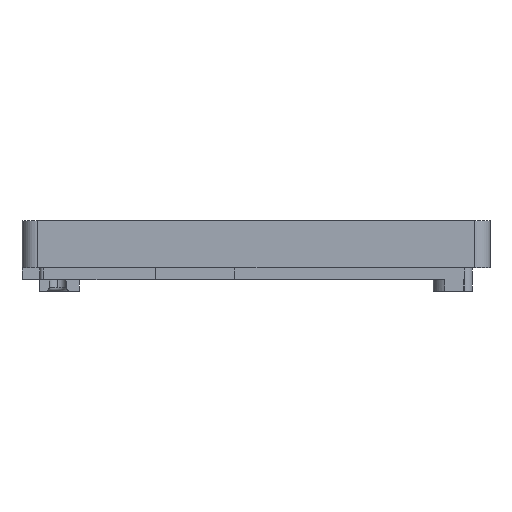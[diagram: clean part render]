
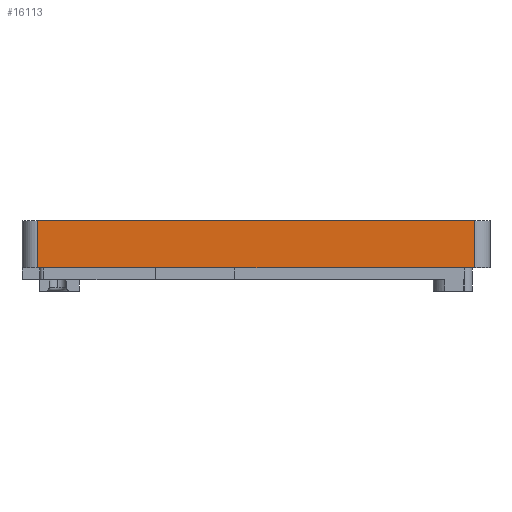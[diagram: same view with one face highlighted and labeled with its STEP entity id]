
A CAD part, left-side view. The second image highlights one B-rep face of the part: STEP entity #16113.
In plain terms, the highlighted planar face has unit normal (-1, 0, 0).
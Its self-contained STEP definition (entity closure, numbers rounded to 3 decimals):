
#516 = VECTOR ( 'NONE', #8524, 1000. ) ;
#567 = VERTEX_POINT ( 'NONE', #19122 ) ;
#619 = VERTEX_POINT ( 'NONE', #17680 ) ;
#1623 = EDGE_CURVE ( 'NONE', #567, #18198, #19151, .T. ) ;
#1960 = LINE ( 'NONE', #3510, #9593 ) ;
#3041 = ORIENTED_EDGE ( 'NONE', *, *, #1623, .F. ) ;
#3510 = CARTESIAN_POINT ( 'NONE',  ( -29.35, 27.75, 7.5 ) ) ;
#3525 = CARTESIAN_POINT ( 'NONE',  ( -29.35, -27.75, 7.5 ) ) ;
#4206 = ORIENTED_EDGE ( 'NONE', *, *, #10109, .T. ) ;
#4400 = EDGE_CURVE ( 'NONE', #619, #567, #16781, .T. ) ;
#4615 = FACE_OUTER_BOUND ( 'NONE', #13801, .T. ) ;
#5540 = VECTOR ( 'NONE', #13867, 1000. ) ;
#5864 = EDGE_CURVE ( 'NONE', #6040, #18198, #9567, .T. ) ;
#6040 = VERTEX_POINT ( 'NONE', #18993 ) ;
#6571 = CARTESIAN_POINT ( 'NONE',  ( -29.35, 29.75, 1.5 ) ) ;
#6610 = DIRECTION ( 'NONE',  ( 0., 0., -1. ) ) ;
#7818 = ORIENTED_EDGE ( 'NONE', *, *, #5864, .T. ) ;
#8472 = AXIS2_PLACEMENT_3D ( 'NONE', #16332, #10624, #16525 ) ;
#8524 = DIRECTION ( 'NONE',  ( 0., 0., -1. ) ) ;
#9270 = VECTOR ( 'NONE', #15476, 1000. ) ;
#9567 = LINE ( 'NONE', #6571, #9270 ) ;
#9593 = VECTOR ( 'NONE', #6610, 1000. ) ;
#10109 = EDGE_CURVE ( 'NONE', #619, #6040, #1960, .T. ) ;
#10432 = PLANE ( 'NONE',  #8472 ) ;
#10624 = DIRECTION ( 'NONE',  ( 1., 0., 0. ) ) ;
#11953 = CARTESIAN_POINT ( 'NONE',  ( -29.35, -27.75, 1.5 ) ) ;
#12171 = ORIENTED_EDGE ( 'NONE', *, *, #4400, .F. ) ;
#13801 = EDGE_LOOP ( 'NONE', ( #7818, #3041, #12171, #4206 ) ) ;
#13867 = DIRECTION ( 'NONE',  ( 0., -1., 0. ) ) ;
#15476 = DIRECTION ( 'NONE',  ( 0., -1., 0. ) ) ;
#16113 = ADVANCED_FACE ( 'NONE', ( #4615 ), #10432, .F. ) ;
#16332 = CARTESIAN_POINT ( 'NONE',  ( -29.35, -27.75, 7.5 ) ) ;
#16525 = DIRECTION ( 'NONE',  ( 0., 0., -1. ) ) ;
#16781 = LINE ( 'NONE', #3525, #5540 ) ;
#17328 = CARTESIAN_POINT ( 'NONE',  ( -29.35, -27.75, 7.5 ) ) ;
#17680 = CARTESIAN_POINT ( 'NONE',  ( -29.35, 27.75, 7.5 ) ) ;
#18198 = VERTEX_POINT ( 'NONE', #11953 ) ;
#18993 = CARTESIAN_POINT ( 'NONE',  ( -29.35, 27.75, 1.5 ) ) ;
#19122 = CARTESIAN_POINT ( 'NONE',  ( -29.35, -27.75, 7.5 ) ) ;
#19151 = LINE ( 'NONE', #17328, #516 ) ;
